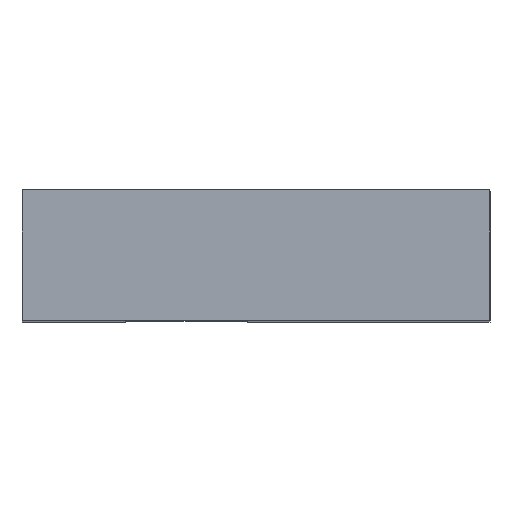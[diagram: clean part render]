
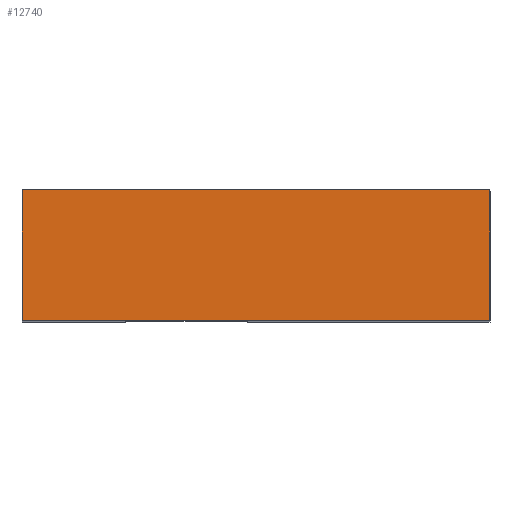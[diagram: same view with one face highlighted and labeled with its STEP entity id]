
A CAD part, top view. The second image highlights one B-rep face of the part: STEP entity #12740.
In plain terms, the highlighted face is planar.
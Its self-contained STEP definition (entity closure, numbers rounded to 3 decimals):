
#3550=CARTESIAN_POINT('',(2.607,8.69,47.075));
#3560=DIRECTION('',(0.,0.,-1.));
#3570=VECTOR('',#3560,1.);
#3580=LINE('',#3550,#3570);
#3590=CARTESIAN_POINT('',(2.607,8.69,
66.81));
#3600=VERTEX_POINT('',#3590);
#3610=CARTESIAN_POINT('',(2.607,8.69,
49.635));
#3620=VERTEX_POINT('',#3610);
#3630=EDGE_CURVE('',#3600,#3620,#3580,.T.);
#5490=CARTESIAN_POINT('',(7.407,8.69,
49.635));
#5500=VERTEX_POINT('',#5490);
#5530=CARTESIAN_POINT('',(7.407,8.69,
49.635));
#5540=DIRECTION('',(-1.,0.,0.));
#5550=VECTOR('',#5540,1.);
#5560=LINE('',#5530,#5550);
#5570=EDGE_CURVE('',#5500,#3620,#5560,.T.);
#12230=CARTESIAN_POINT('',(7.407,8.69,
66.81));
#12240=VERTEX_POINT('',#12230);
#12270=CARTESIAN_POINT('',(7.407,8.69,47.075));
#12280=DIRECTION('',(0.,0.,-1.));
#12290=VECTOR('',#12280,1.);
#12300=LINE('',#12270,#12290);
#12310=EDGE_CURVE('',#12240,#5500,#12300,.T.);
#12580=CARTESIAN_POINT('',(7.407,8.69,
66.81));
#12590=DIRECTION('',(-0.,-1.,0.));
#12600=DIRECTION('',(0.,0.,1.));
#12610=AXIS2_PLACEMENT_3D('',#12580,#12590,#12600);
#12620=PLANE('',#12610);
#12630=ORIENTED_EDGE('',*,*,#12310,.T.);
#12640=CARTESIAN_POINT('',(7.407,8.69,
66.81));
#12650=DIRECTION('',(-1.,0.,0.));
#12660=VECTOR('',#12650,1.);
#12670=LINE('',#12640,#12660);
#12680=EDGE_CURVE('',#12240,#3600,#12670,.T.);
#12690=ORIENTED_EDGE('',*,*,#12680,.F.);
#12700=ORIENTED_EDGE('',*,*,#3630,.F.);
#12710=ORIENTED_EDGE('',*,*,#5570,.T.);
#12720=EDGE_LOOP('',(#12710,#12700,#12690,#12630));
#12730=FACE_OUTER_BOUND('',#12720,.T.);
#12740=ADVANCED_FACE('',(#12730),#12620,.F.);
